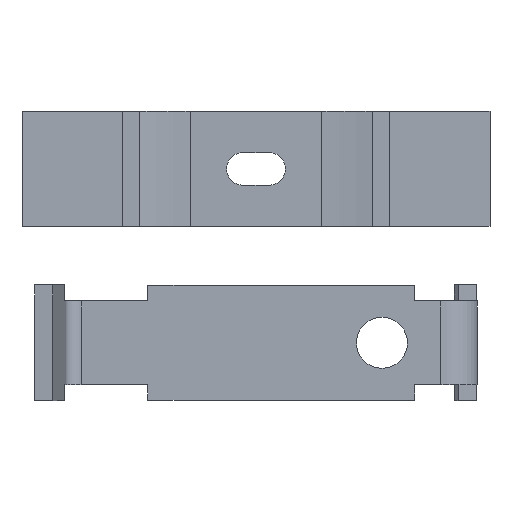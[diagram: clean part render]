
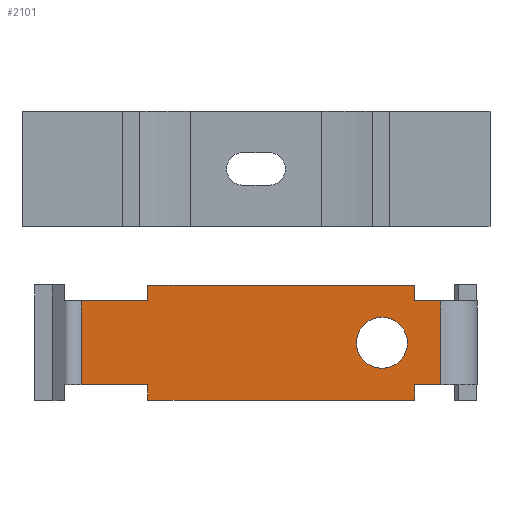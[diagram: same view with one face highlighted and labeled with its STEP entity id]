
A CAD part, front view. The second image highlights one B-rep face of the part: STEP entity #2101.
In plain terms, the highlighted planar face has unit normal (0, -1, 0).
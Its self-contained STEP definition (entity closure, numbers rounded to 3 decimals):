
#8 = CARTESIAN_POINT ( 'NONE',  ( 13.75, -1.4, 4.4 ) ) ;
#57 = CARTESIAN_POINT ( 'NONE',  ( 9.25, -1.4, 0. ) ) ;
#69 = DIRECTION ( 'NONE',  ( 0., 0., -1. ) ) ;
#74 = VERTEX_POINT ( 'NONE', #1966 ) ;
#94 = CARTESIAN_POINT ( 'NONE',  ( -8.65, -1.4, 4.4 ) ) ;
#96 = DIRECTION ( 'NONE',  ( 1., 0., 0. ) ) ;
#117 = VERTEX_POINT ( 'NONE', #902 ) ;
#129 = AXIS2_PLACEMENT_3D ( 'NONE', #697, #2802, #2017 ) ;
#133 = PLANE ( 'NONE',  #129 ) ;
#162 = EDGE_CURVE ( 'NONE', #1348, #3459, #1906, .T. ) ;
#168 = ORIENTED_EDGE ( 'NONE', *, *, #1752, .T. ) ;
#183 = VECTOR ( 'NONE', #2787, 1000. ) ;
#195 = VERTEX_POINT ( 'NONE', #2486 ) ;
#204 = ORIENTED_EDGE ( 'NONE', *, *, #1204, .T. ) ;
#248 = VECTOR ( 'NONE', #3253, 1000. ) ;
#297 = VERTEX_POINT ( 'NONE', #1818 ) ;
#311 = AXIS2_PLACEMENT_3D ( 'NONE', #57, #1129, #3002 ) ;
#356 = CARTESIAN_POINT ( 'NONE',  ( 11.75, -1.4, 4.4 ) ) ;
#415 = EDGE_CURVE ( 'NONE', #758, #3453, #1580, .T. ) ;
#419 = CARTESIAN_POINT ( 'NONE',  ( -8.65, -1.4, -4.4 ) ) ;
#478 = CARTESIAN_POINT ( 'NONE',  ( -13.75, -1.4, 4.4 ) ) ;
#517 = CARTESIAN_POINT ( 'NONE',  ( 11.75, -1.4, 4.4 ) ) ;
#545 = EDGE_CURVE ( 'NONE', #2483, #195, #1371, .T. ) ;
#560 = VECTOR ( 'NONE', #3017, 1000. ) ;
#564 = CARTESIAN_POINT ( 'NONE',  ( 11.75, -1.4, 4.4 ) ) ;
#624 = VECTOR ( 'NONE', #2463, 1000. ) ;
#697 = CARTESIAN_POINT ( 'NONE',  ( -13.75, -1.4, 4.4 ) ) ;
#708 = LINE ( 'NONE', #94, #2433 ) ;
#758 = VERTEX_POINT ( 'NONE', #2831 ) ;
#775 = DIRECTION ( 'NONE',  ( 0., 0., -1. ) ) ;
#781 = ORIENTED_EDGE ( 'NONE', *, *, #2593, .T. ) ;
#784 = LINE ( 'NONE', #1864, #1409 ) ;
#795 = LINE ( 'NONE', #517, #2728 ) ;
#805 = LINE ( 'NONE', #2759, #624 ) ;
#809 = EDGE_LOOP ( 'NONE', ( #168, #1074, #3517, #2702, #2057, #1271, #991, #204, #1004, #781, #2406, #2599 ) ) ;
#902 = CARTESIAN_POINT ( 'NONE',  ( 13.75, -1.4, -3.2 ) ) ;
#926 = LINE ( 'NONE', #3033, #560 ) ;
#954 = EDGE_CURVE ( 'NONE', #195, #2483, #1274, .T. ) ;
#973 = EDGE_CURVE ( 'NONE', #2903, #2855, #784, .T. ) ;
#984 = LINE ( 'NONE', #8, #248 ) ;
#991 = ORIENTED_EDGE ( 'NONE', *, *, #3201, .T. ) ;
#1004 = ORIENTED_EDGE ( 'NONE', *, *, #2339, .F. ) ;
#1033 = DIRECTION ( 'NONE',  ( 0., 0., 1. ) ) ;
#1074 = ORIENTED_EDGE ( 'NONE', *, *, #1265, .T. ) ;
#1102 = EDGE_CURVE ( 'NONE', #297, #2855, #2914, .T. ) ;
#1121 = CARTESIAN_POINT ( 'NONE',  ( -13.75, -1.4, -3.2 ) ) ;
#1129 = DIRECTION ( 'NONE',  ( 0., 1., 0. ) ) ;
#1192 = CARTESIAN_POINT ( 'NONE',  ( -13.75, -1.4, -4.4 ) ) ;
#1204 = EDGE_CURVE ( 'NONE', #3389, #117, #926, .T. ) ;
#1212 = EDGE_LOOP ( 'NONE', ( #2477, #3212 ) ) ;
#1265 = EDGE_CURVE ( 'NONE', #74, #758, #3436, .T. ) ;
#1271 = ORIENTED_EDGE ( 'NONE', *, *, #162, .T. ) ;
#1274 = CIRCLE ( 'NONE', #1732, 1.95 ) ;
#1348 = VERTEX_POINT ( 'NONE', #419 ) ;
#1371 = CIRCLE ( 'NONE', #311, 1.95 ) ;
#1409 = VECTOR ( 'NONE', #2120, 1000. ) ;
#1429 = FACE_OUTER_BOUND ( 'NONE', #809, .T. ) ;
#1457 = DIRECTION ( 'NONE',  ( 0., 0., -1. ) ) ;
#1462 = VECTOR ( 'NONE', #3150, 1000. ) ;
#1580 = LINE ( 'NONE', #478, #2841 ) ;
#1604 = VECTOR ( 'NONE', #69, 1000. ) ;
#1609 = CARTESIAN_POINT ( 'NONE',  ( 11.75, -1.4, -3.2 ) ) ;
#1732 = AXIS2_PLACEMENT_3D ( 'NONE', #2102, #2673, #2377 ) ;
#1752 = EDGE_CURVE ( 'NONE', #2903, #74, #3126, .T. ) ;
#1818 = CARTESIAN_POINT ( 'NONE',  ( 11.75, -1.4, 3.2 ) ) ;
#1864 = CARTESIAN_POINT ( 'NONE',  ( -13.75, -1.4, 4.4 ) ) ;
#1906 = LINE ( 'NONE', #1192, #3161 ) ;
#1940 = LINE ( 'NONE', #3189, #1462 ) ;
#1966 = CARTESIAN_POINT ( 'NONE',  ( -8.65, -1.4, 3.2 ) ) ;
#1976 = DIRECTION ( 'NONE',  ( -1., 0., 0. ) ) ;
#1993 = CARTESIAN_POINT ( 'NONE',  ( 13.75, -1.4, 3.2 ) ) ;
#2017 = DIRECTION ( 'NONE',  ( -1., 0., 0. ) ) ;
#2057 = ORIENTED_EDGE ( 'NONE', *, *, #2883, .T. ) ;
#2101 = ADVANCED_FACE ( 'NONE', ( #2941, #1429 ), #133, .F. ) ;
#2102 = CARTESIAN_POINT ( 'NONE',  ( 9.25, -1.4, 0. ) ) ;
#2108 = CARTESIAN_POINT ( 'NONE',  ( 11.2, -1.4, 0. ) ) ;
#2120 = DIRECTION ( 'NONE',  ( 1., 0., 0. ) ) ;
#2193 = VECTOR ( 'NONE', #1976, 1000. ) ;
#2253 = CARTESIAN_POINT ( 'NONE',  ( 11.75, -1.4, -4.4 ) ) ;
#2339 = EDGE_CURVE ( 'NONE', #2897, #117, #984, .T. ) ;
#2377 = DIRECTION ( 'NONE',  ( -1., 0., 0. ) ) ;
#2406 = ORIENTED_EDGE ( 'NONE', *, *, #1102, .T. ) ;
#2433 = VECTOR ( 'NONE', #1457, 1000. ) ;
#2463 = DIRECTION ( 'NONE',  ( 1., 0., 0. ) ) ;
#2477 = ORIENTED_EDGE ( 'NONE', *, *, #954, .T. ) ;
#2483 = VERTEX_POINT ( 'NONE', #2108 ) ;
#2486 = CARTESIAN_POINT ( 'NONE',  ( 7.3, -1.4, 0. ) ) ;
#2511 = CARTESIAN_POINT ( 'NONE',  ( -13.75, -1.4, 3.2 ) ) ;
#2593 = EDGE_CURVE ( 'NONE', #2897, #297, #1940, .T. ) ;
#2599 = ORIENTED_EDGE ( 'NONE', *, *, #973, .F. ) ;
#2673 = DIRECTION ( 'NONE',  ( 0., 1., 0. ) ) ;
#2702 = ORIENTED_EDGE ( 'NONE', *, *, #2714, .T. ) ;
#2714 = EDGE_CURVE ( 'NONE', #3453, #3467, #805, .T. ) ;
#2728 = VECTOR ( 'NONE', #1033, 1000. ) ;
#2759 = CARTESIAN_POINT ( 'NONE',  ( -13.75, -1.4, -3.2 ) ) ;
#2787 = DIRECTION ( 'NONE',  ( 0., 0., 1. ) ) ;
#2801 = CARTESIAN_POINT ( 'NONE',  ( -8.65, -1.4, 4.4 ) ) ;
#2802 = DIRECTION ( 'NONE',  ( 0., 1., 0. ) ) ;
#2831 = CARTESIAN_POINT ( 'NONE',  ( -13.75, -1.4, 3.2 ) ) ;
#2841 = VECTOR ( 'NONE', #775, 1000. ) ;
#2855 = VERTEX_POINT ( 'NONE', #356 ) ;
#2883 = EDGE_CURVE ( 'NONE', #3467, #1348, #708, .T. ) ;
#2897 = VERTEX_POINT ( 'NONE', #1993 ) ;
#2903 = VERTEX_POINT ( 'NONE', #2801 ) ;
#2914 = LINE ( 'NONE', #564, #183 ) ;
#2941 = FACE_BOUND ( 'NONE', #1212, .T. ) ;
#3002 = DIRECTION ( 'NONE',  ( -1., 0., 0. ) ) ;
#3017 = DIRECTION ( 'NONE',  ( 1., 0., 0. ) ) ;
#3021 = CARTESIAN_POINT ( 'NONE',  ( -8.65, -1.4, -3.2 ) ) ;
#3033 = CARTESIAN_POINT ( 'NONE',  ( -13.75, -1.4, -3.2 ) ) ;
#3126 = LINE ( 'NONE', #3314, #1604 ) ;
#3150 = DIRECTION ( 'NONE',  ( -1., 0., 0. ) ) ;
#3161 = VECTOR ( 'NONE', #96, 1000. ) ;
#3189 = CARTESIAN_POINT ( 'NONE',  ( -13.75, -1.4, 3.2 ) ) ;
#3201 = EDGE_CURVE ( 'NONE', #3459, #3389, #795, .T. ) ;
#3212 = ORIENTED_EDGE ( 'NONE', *, *, #545, .T. ) ;
#3253 = DIRECTION ( 'NONE',  ( 0., 0., -1. ) ) ;
#3314 = CARTESIAN_POINT ( 'NONE',  ( -8.65, -1.4, 4.4 ) ) ;
#3389 = VERTEX_POINT ( 'NONE', #1609 ) ;
#3436 = LINE ( 'NONE', #2511, #2193 ) ;
#3453 = VERTEX_POINT ( 'NONE', #1121 ) ;
#3459 = VERTEX_POINT ( 'NONE', #2253 ) ;
#3467 = VERTEX_POINT ( 'NONE', #3021 ) ;
#3517 = ORIENTED_EDGE ( 'NONE', *, *, #415, .T. ) ;
